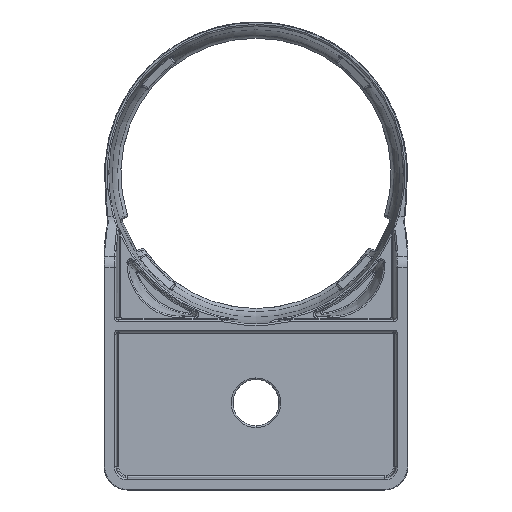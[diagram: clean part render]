
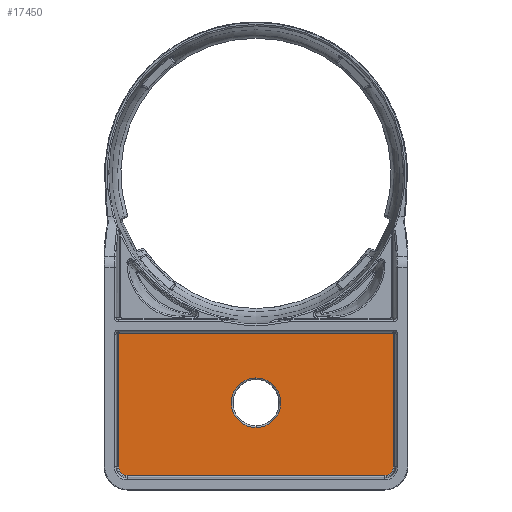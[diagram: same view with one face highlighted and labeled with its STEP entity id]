
A CAD part, front view. The second image highlights one B-rep face of the part: STEP entity #17450.
In plain terms, the highlighted planar face has unit normal (0, -1, 0).
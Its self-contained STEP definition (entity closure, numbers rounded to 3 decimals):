
#6113=CARTESIAN_POINT('',(0.,24.6,-29.7));
#6114=DIRECTION('',(0.,1.,0.));
#6115=DIRECTION('',(0.,0.,-1.));
#6116=AXIS2_PLACEMENT_3D('',#6113,#6114,#6115);
#6121=CARTESIAN_POINT('',(0.,24.6,-29.7));
#6122=DIRECTION('',(0.,1.,0.));
#6123=DIRECTION('',(0.,0.,1.));
#6124=AXIS2_PLACEMENT_3D('',#6121,#6122,#6123);
#6129=CARTESIAN_POINT('',(-16.65,24.6,-38.));
#6130=DIRECTION('',(0.,-1.,0.));
#6131=DIRECTION('',(-1.,0.,0.));
#6132=AXIS2_PLACEMENT_3D('',#6129,#6130,#6131);
#6137=DIRECTION('',(0.,0.,-1.));
#6138=VECTOR('',#6137,17.17);
#6139=CARTESIAN_POINT('',(-17.782,24.6,-20.83));
#6140=LINE('',#6139,#6138);
#6144=CARTESIAN_POINT('',(-17.68,24.6,-20.73));
#6145=CARTESIAN_POINT('',(-17.686,24.6,-20.73));
#6146=CARTESIAN_POINT('',(-17.698,24.6,-20.731));
#6147=CARTESIAN_POINT('',(-17.717,24.6,-20.736));
#6148=CARTESIAN_POINT('',(-17.737,24.6,-20.745));
#6149=CARTESIAN_POINT('',(-17.755,24.6,-20.76));
#6150=CARTESIAN_POINT('',(-17.769,24.6,-20.78));
#6151=CARTESIAN_POINT('',(-17.779,24.6,-20.804));
#6152=CARTESIAN_POINT('',(-17.782,24.6,-20.821));
#6153=CARTESIAN_POINT('',(-17.782,24.6,-20.83));
#6158=DIRECTION('',(-1.,0.,0.));
#6159=VECTOR('',#6158,35.361);
#6160=CARTESIAN_POINT('',(17.68,24.6,-20.73));
#6161=LINE('',#6160,#6159);
#6165=CARTESIAN_POINT('',(17.782,24.6,-20.83));
#6166=CARTESIAN_POINT('',(17.782,24.6,-20.824));
#6167=CARTESIAN_POINT('',(17.781,24.6,-20.812));
#6168=CARTESIAN_POINT('',(17.775,24.6,-20.793));
#6169=CARTESIAN_POINT('',(17.765,24.6,-20.774));
#6170=CARTESIAN_POINT('',(17.75,24.6,-20.756));
#6171=CARTESIAN_POINT('',(17.73,24.6,-20.741));
#6172=CARTESIAN_POINT('',(17.706,24.6,-20.732));
#6173=CARTESIAN_POINT('',(17.689,24.6,-20.73));
#6174=CARTESIAN_POINT('',(17.68,24.6,-20.73));
#6179=DIRECTION('',(0.,0.,1.));
#6180=VECTOR('',#6179,17.17);
#6181=CARTESIAN_POINT('',(17.782,24.6,-38.));
#6182=LINE('',#6181,#6180);
#6186=CARTESIAN_POINT('',(16.65,24.6,-38.));
#6187=DIRECTION('',(0.,-1.,0.));
#6188=DIRECTION('',(0.,0.,-1.));
#6189=AXIS2_PLACEMENT_3D('',#6186,#6187,#6188);
#6194=DIRECTION('',(1.,0.,0.));
#6195=VECTOR('',#6194,33.3);
#6196=CARTESIAN_POINT('',(-16.65,24.6,-39.132));
#6197=LINE('',#6196,#6195);
#8769=CARTESIAN_POINT('',(-17.782,24.6,-38.));
#8770=CARTESIAN_POINT('',(-16.65,24.6,-39.132));
#8771=VERTEX_POINT('',#8769);
#8772=VERTEX_POINT('',#8770);
#8775=CARTESIAN_POINT('',(16.65,24.6,-39.132));
#8776=VERTEX_POINT('',#8775);
#8779=CARTESIAN_POINT('',(17.782,24.6,-38.));
#8780=VERTEX_POINT('',#8779);
#8783=CARTESIAN_POINT('',(17.782,24.6,-20.83));
#8784=VERTEX_POINT('',#8783);
#8787=CARTESIAN_POINT('',(-17.782,24.6,-20.83));
#8788=VERTEX_POINT('',#8787);
#9041=VERTEX_POINT('',#6174);
#9044=CARTESIAN_POINT('',(-17.68,24.6,-20.73));
#9045=VERTEX_POINT('',#9044);
#9072=CARTESIAN_POINT('',(0.,24.6,-32.911));
#9073=CARTESIAN_POINT('',(0.,24.6,-26.489));
#9074=VERTEX_POINT('',#9072);
#9075=VERTEX_POINT('',#9073);
#17426=CARTESIAN_POINT('',(0.,24.6,0.));
#17427=DIRECTION('',(0.,1.,0.));
#17428=DIRECTION('',(0.,0.,1.));
#17429=AXIS2_PLACEMENT_3D('',#17426,#17427,#17428);
#17430=PLANE('',#17429);
#17431=ORIENTED_EDGE('',*,*,#17419,.F.);
#17432=ORIENTED_EDGE('',*,*,#17126,.F.);
#17433=ORIENTED_EDGE('',*,*,#17203,.F.);
#17435=ORIENTED_EDGE('',*,*,#17434,.F.);
#17437=ORIENTED_EDGE('',*,*,#17436,.F.);
#17438=ORIENTED_EDGE('',*,*,#10487,.F.);
#17439=ORIENTED_EDGE('',*,*,#10503,.F.);
#17441=ORIENTED_EDGE('',*,*,#17440,.F.);
#17442=EDGE_LOOP('',(#17431,#17432,#17433,#17435,#17437,#17438,#17439,#17441));
#17443=FACE_OUTER_BOUND('',#17442,.F.);
#17445=ORIENTED_EDGE('',*,*,#17444,.F.);
#17447=ORIENTED_EDGE('',*,*,#17446,.F.);
#17448=EDGE_LOOP('',(#17445,#17447));
#17449=FACE_BOUND('',#17448,.F.);
#17450=ADVANCED_FACE('',(#17443,#17449),#17430,.F.);
#6117=CIRCLE('',#6116,3.211);
#6125=CIRCLE('',#6124,3.211);
#6133=CIRCLE('',#6132,1.132);
#6154=B_SPLINE_CURVE_WITH_KNOTS('',3,(#6144,#6145,#6146,#6147,#6148,#6149,#6150,
#6151,#6152,#6153),.UNSPECIFIED.,.F.,.F.,(4,1,1,1,1,1,1,4),(0.,
0.143,0.286,0.429,0.571,
0.714,0.857,1.),.UNSPECIFIED.);
#6175=B_SPLINE_CURVE_WITH_KNOTS('',3,(#6165,#6166,#6167,#6168,#6169,#6170,#6171,
#6172,#6173,#6174),.UNSPECIFIED.,.F.,.F.,(4,1,1,1,1,1,1,4),(0.,
0.143,0.286,0.429,0.571,
0.714,0.857,1.),.UNSPECIFIED.);
#6190=CIRCLE('',#6189,1.132);
#10487=EDGE_CURVE('',#8780,#8784,#6182,.T.);
#10503=EDGE_CURVE('',#8776,#8780,#6190,.T.);
#17126=EDGE_CURVE('',#8788,#8771,#6140,.T.);
#17203=EDGE_CURVE('',#9045,#8788,#6154,.T.);
#17419=EDGE_CURVE('',#8771,#8772,#6133,.T.);
#17434=EDGE_CURVE('',#9041,#9045,#6161,.T.);
#17436=EDGE_CURVE('',#8784,#9041,#6175,.T.);
#17440=EDGE_CURVE('',#8772,#8776,#6197,.T.);
#17444=EDGE_CURVE('',#9074,#9075,#6117,.T.);
#17446=EDGE_CURVE('',#9075,#9074,#6125,.T.);
